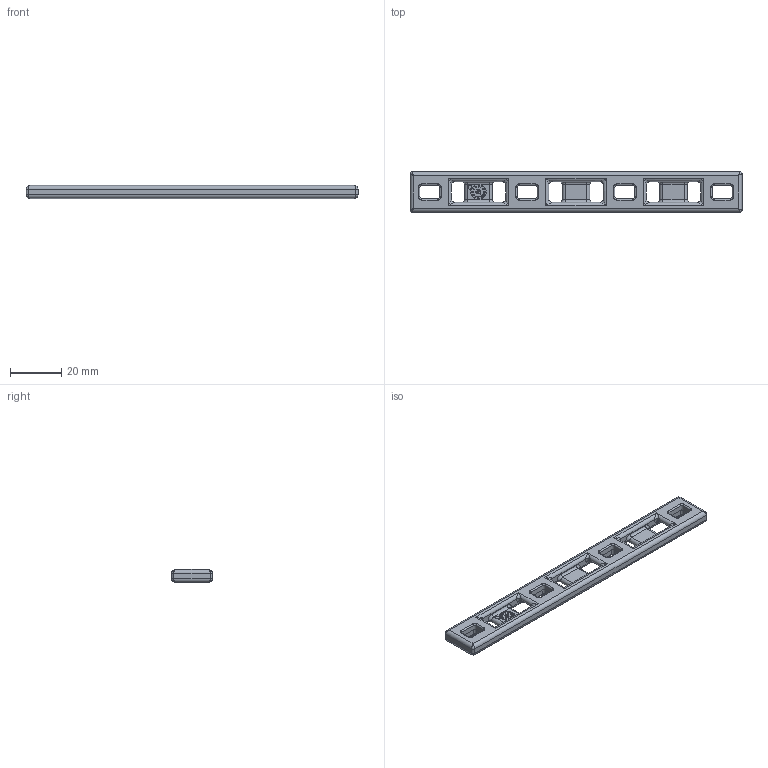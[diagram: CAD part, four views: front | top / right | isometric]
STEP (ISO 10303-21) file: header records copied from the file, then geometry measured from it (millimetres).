
FILE_DESCRIPTION(/* description */ (''),/* implementation_level */ '2;1');
FILE_NAME(/* name */ 'PANDUIT_MTPC3H-E10',/* time_stamp */ '2011-09-20T09:42:30-05:00',/* author */ (''),/* organization */ (''),/* preprocessor_version */ 'ST-DEVELOPER v9',/* originating_system */ 'UGS - NX 3.0',/* authorisation */ '');
FILE_SCHEMA (('CONFIG_CONTROL_DESIGN'));
Length unit declared in the file: inch
Products named in the file (1): bwgA42Btqtf
Bounding box: 129.37 x 15.88 x 5.08 mm (x, y, z)
Volume: 7004.7 mm3; surface area: 5415 mm2
Topology: 1 solids, 1 shells, 839 faces, 2227 edges, 1390 vertices
Faces by surface type: plane 319, cylinder 277, extrusion 131, bspline 88, torus 24
Full cylindrical faces by diameter (mm): 1.587 x1
Entity records: 27309 total; most frequent: CARTESIAN_POINT 6895, ORIENTED_EDGE 4364, DIRECTION 4003, EDGE_CURVE 2182, VERTEX_POINT 1390, VECTOR 1341, AXIS2_PLACEMENT_3D 1331, LINE 1210
